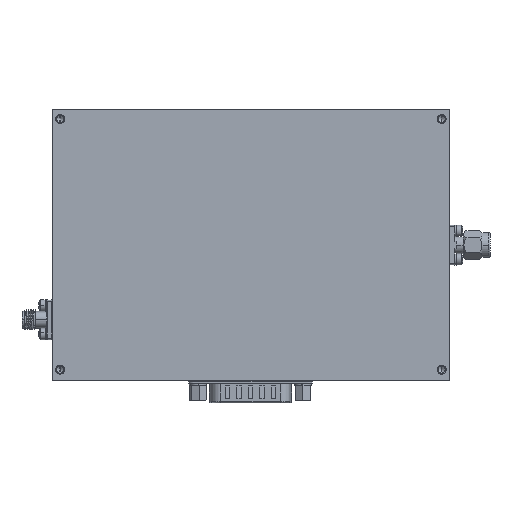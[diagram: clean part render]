
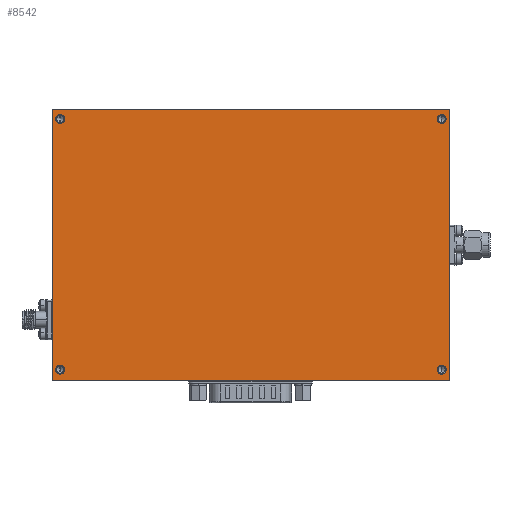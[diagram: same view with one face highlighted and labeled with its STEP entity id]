
A CAD part, front view. The second image highlights one B-rep face of the part: STEP entity #8542.
In plain terms, the highlighted planar face has unit normal (0, -1, 0).
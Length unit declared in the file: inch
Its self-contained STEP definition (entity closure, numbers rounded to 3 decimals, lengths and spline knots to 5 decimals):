
#310 = CARTESIAN_POINT ( 'NONE',  ( 1.68343, -0.38874, -2.1472 ) ) ;
#545 = ORIENTED_EDGE ( 'NONE', *, *, #43557, .F. ) ;
#1085 = EDGE_LOOP ( 'NONE', ( #42531, #43847 ) ) ;
#1233 = EDGE_LOOP ( 'NONE', ( #19614, #18237 ) ) ;
#1738 = DIRECTION ( 'NONE',  ( 0., -1., 0. ) ) ;
#4093 = VERTEX_POINT ( 'NONE', #25039 ) ;
#4368 = VERTEX_POINT ( 'NONE', #39605 ) ;
#4862 = DIRECTION ( 'NONE',  ( 0., 0., 1. ) ) ;
#5054 = FACE_BOUND ( 'NONE', #32938, .T. ) ;
#5550 = DIRECTION ( 'NONE',  ( 0., -1., 0. ) ) ;
#5592 = VERTEX_POINT ( 'NONE', #27749 ) ;
#5800 = EDGE_CURVE ( 'NONE', #6914, #16983, #42151, .T. ) ;
#6122 = DIRECTION ( 'NONE',  ( 0., 0., -1. ) ) ;
#6477 = CARTESIAN_POINT ( 'NONE',  ( 1.68343, -0.38874, 0.9168 ) ) ;
#6914 = VERTEX_POINT ( 'NONE', #37585 ) ;
#8232 = CIRCLE ( 'NONE', #16675, 0.056 ) ;
#8542 = ADVANCED_FACE ( 'NONE', ( #27440, #5054, #18613, #31310, #45122 ), #53921, .T. ) ;
#8800 = ORIENTED_EDGE ( 'NONE', *, *, #10843, .F. ) ;
#8957 = DIRECTION ( 'NONE',  ( 0., -1., 0. ) ) ;
#10151 = CIRCLE ( 'NONE', #17666, 0.056 ) ;
#10843 = EDGE_CURVE ( 'NONE', #44584, #5592, #48093, .T. ) ;
#10943 = VERTEX_POINT ( 'NONE', #40143 ) ;
#13038 = DIRECTION ( 'NONE',  ( 0., 0., -1. ) ) ;
#13116 = ORIENTED_EDGE ( 'NONE', *, *, #17217, .F. ) ;
#14211 = CARTESIAN_POINT ( 'NONE',  ( -3.16657, -0.38874, 1.0928 ) ) ;
#14439 = EDGE_CURVE ( 'NONE', #16983, #6914, #24669, .T. ) ;
#14483 = ORIENTED_EDGE ( 'NONE', *, *, #44200, .F. ) ;
#16017 = CARTESIAN_POINT ( 'NONE',  ( -3.16657, -0.38874, -2.2872 ) ) ;
#16504 = AXIS2_PLACEMENT_3D ( 'NONE', #14211, #58018, #13038 ) ;
#16675 = AXIS2_PLACEMENT_3D ( 'NONE', #26112, #35251, #17846 ) ;
#16811 = VECTOR ( 'NONE', #53014, 39.37008 ) ;
#16983 = VERTEX_POINT ( 'NONE', #52725 ) ;
#17115 = CARTESIAN_POINT ( 'NONE',  ( 1.78343, -0.38874, 1.0928 ) ) ;
#17217 = EDGE_CURVE ( 'NONE', #44623, #4368, #10151, .T. ) ;
#17666 = AXIS2_PLACEMENT_3D ( 'NONE', #310, #35961, #54164 ) ;
#17846 = DIRECTION ( 'NONE',  ( 0., 0., -1. ) ) ;
#18101 = LINE ( 'NONE', #18395, #21233 ) ;
#18237 = ORIENTED_EDGE ( 'NONE', *, *, #14439, .F. ) ;
#18395 = CARTESIAN_POINT ( 'NONE',  ( -3.16657, -0.38874, 1.0928 ) ) ;
#18613 = FACE_BOUND ( 'NONE', #50648, .T. ) ;
#19614 = ORIENTED_EDGE ( 'NONE', *, *, #5800, .F. ) ;
#19653 = CARTESIAN_POINT ( 'NONE',  ( 1.68343, -0.38874, 0.9728 ) ) ;
#21233 = VECTOR ( 'NONE', #27239, 39.37008 ) ;
#21240 = CARTESIAN_POINT ( 'NONE',  ( -3.06657, -0.38874, 0.9728 ) ) ;
#21245 = AXIS2_PLACEMENT_3D ( 'NONE', #38536, #52030, #25548 ) ;
#21454 = CIRCLE ( 'NONE', #44041, 0.056 ) ;
#21528 = DIRECTION ( 'NONE',  ( 0., -1., 0. ) ) ;
#22894 = DIRECTION ( 'NONE',  ( 0., 0., -1. ) ) ;
#24276 = DIRECTION ( 'NONE',  ( 0., -1., 0. ) ) ;
#24669 = CIRCLE ( 'NONE', #39729, 0.056 ) ;
#25039 = CARTESIAN_POINT ( 'NONE',  ( 1.78343, -0.38874, 1.0928 ) ) ;
#25548 = DIRECTION ( 'NONE',  ( 0., 0., -1. ) ) ;
#25641 = ORIENTED_EDGE ( 'NONE', *, *, #32867, .F. ) ;
#26112 = CARTESIAN_POINT ( 'NONE',  ( 1.68343, -0.38874, 0.9728 ) ) ;
#27239 = DIRECTION ( 'NONE',  ( 1., 0., 0. ) ) ;
#27277 = CARTESIAN_POINT ( 'NONE',  ( 1.78343, -0.38874, -2.2872 ) ) ;
#27440 = FACE_BOUND ( 'NONE', #1085, .T. ) ;
#27749 = CARTESIAN_POINT ( 'NONE',  ( -3.16657, -0.38874, -2.2872 ) ) ;
#27843 = VERTEX_POINT ( 'NONE', #55848 ) ;
#28240 = DIRECTION ( 'NONE',  ( 0., 0., -1. ) ) ;
#28921 = EDGE_LOOP ( 'NONE', ( #50146, #8800, #545, #25641 ) ) ;
#31310 = FACE_BOUND ( 'NONE', #1233, .T. ) ;
#31336 = EDGE_CURVE ( 'NONE', #45319, #32762, #52112, .T. ) ;
#31584 = ORIENTED_EDGE ( 'NONE', *, *, #54542, .F. ) ;
#32762 = VERTEX_POINT ( 'NONE', #53508 ) ;
#32867 = EDGE_CURVE ( 'NONE', #27843, #4093, #18101, .T. ) ;
#32938 = EDGE_LOOP ( 'NONE', ( #33083, #13116 ) ) ;
#33083 = ORIENTED_EDGE ( 'NONE', *, *, #53314, .F. ) ;
#33448 = VECTOR ( 'NONE', #47511, 39.37008 ) ;
#34107 = EDGE_CURVE ( 'NONE', #5592, #27843, #53725, .T. ) ;
#34234 = DIRECTION ( 'NONE',  ( 0., 0., -1. ) ) ;
#35251 = DIRECTION ( 'NONE',  ( 0., -1., 0. ) ) ;
#35255 = CARTESIAN_POINT ( 'NONE',  ( 1.68343, -0.38874, -2.0912 ) ) ;
#35961 = DIRECTION ( 'NONE',  ( 0., -1., 0. ) ) ;
#37585 = CARTESIAN_POINT ( 'NONE',  ( -3.06657, -0.38874, 0.9168 ) ) ;
#38536 = CARTESIAN_POINT ( 'NONE',  ( 1.68343, -0.38874, -2.1472 ) ) ;
#39605 = CARTESIAN_POINT ( 'NONE',  ( 1.68343, -0.38874, -2.2032 ) ) ;
#39619 = DIRECTION ( 'NONE',  ( 0., 0., -1. ) ) ;
#39729 = AXIS2_PLACEMENT_3D ( 'NONE', #54708, #1738, #28240 ) ;
#40143 = CARTESIAN_POINT ( 'NONE',  ( 1.68343, -0.38874, 1.0288 ) ) ;
#42151 = CIRCLE ( 'NONE', #44005, 0.056 ) ;
#42246 = AXIS2_PLACEMENT_3D ( 'NONE', #19653, #5550, #6122 ) ;
#42531 = ORIENTED_EDGE ( 'NONE', *, *, #55914, .F. ) ;
#43557 = EDGE_CURVE ( 'NONE', #4093, #44584, #56544, .T. ) ;
#43847 = ORIENTED_EDGE ( 'NONE', *, *, #31336, .F. ) ;
#44005 = AXIS2_PLACEMENT_3D ( 'NONE', #21240, #21528, #22894 ) ;
#44041 = AXIS2_PLACEMENT_3D ( 'NONE', #53408, #8957, #39619 ) ;
#44200 = EDGE_CURVE ( 'NONE', #10943, #50595, #56270, .T. ) ;
#44584 = VERTEX_POINT ( 'NONE', #27277 ) ;
#44623 = VERTEX_POINT ( 'NONE', #35255 ) ;
#44740 = CIRCLE ( 'NONE', #21245, 0.056 ) ;
#45122 = FACE_OUTER_BOUND ( 'NONE', #28921, .T. ) ;
#45319 = VERTEX_POINT ( 'NONE', #55833 ) ;
#47511 = DIRECTION ( 'NONE',  ( -1., 0., 0. ) ) ;
#48093 = LINE ( 'NONE', #16017, #33448 ) ;
#50146 = ORIENTED_EDGE ( 'NONE', *, *, #34107, .F. ) ;
#50595 = VERTEX_POINT ( 'NONE', #6477 ) ;
#50648 = EDGE_LOOP ( 'NONE', ( #31584, #14483 ) ) ;
#51177 = AXIS2_PLACEMENT_3D ( 'NONE', #55155, #24276, #34234 ) ;
#52030 = DIRECTION ( 'NONE',  ( 0., -1., 0. ) ) ;
#52112 = CIRCLE ( 'NONE', #51177, 0.056 ) ;
#52725 = CARTESIAN_POINT ( 'NONE',  ( -3.06657, -0.38874, 1.0288 ) ) ;
#53014 = DIRECTION ( 'NONE',  ( 0., 0., -1. ) ) ;
#53314 = EDGE_CURVE ( 'NONE', #4368, #44623, #44740, .T. ) ;
#53408 = CARTESIAN_POINT ( 'NONE',  ( -3.06657, -0.38874, -2.1472 ) ) ;
#53508 = CARTESIAN_POINT ( 'NONE',  ( -3.06657, -0.38874, -2.2032 ) ) ;
#53725 = LINE ( 'NONE', #54588, #57367 ) ;
#53921 = PLANE ( 'NONE',  #16504 ) ;
#54164 = DIRECTION ( 'NONE',  ( 0., 0., -1. ) ) ;
#54542 = EDGE_CURVE ( 'NONE', #50595, #10943, #8232, .T. ) ;
#54588 = CARTESIAN_POINT ( 'NONE',  ( -3.16657, -0.38874, 1.0928 ) ) ;
#54708 = CARTESIAN_POINT ( 'NONE',  ( -3.06657, -0.38874, 0.9728 ) ) ;
#55155 = CARTESIAN_POINT ( 'NONE',  ( -3.06657, -0.38874, -2.1472 ) ) ;
#55833 = CARTESIAN_POINT ( 'NONE',  ( -3.06657, -0.38874, -2.0912 ) ) ;
#55848 = CARTESIAN_POINT ( 'NONE',  ( -3.16657, -0.38874, 1.0928 ) ) ;
#55914 = EDGE_CURVE ( 'NONE', #32762, #45319, #21454, .T. ) ;
#56270 = CIRCLE ( 'NONE', #42246, 0.056 ) ;
#56544 = LINE ( 'NONE', #17115, #16811 ) ;
#57367 = VECTOR ( 'NONE', #4862, 39.37008 ) ;
#58018 = DIRECTION ( 'NONE',  ( 0., -1., 0. ) ) ;
